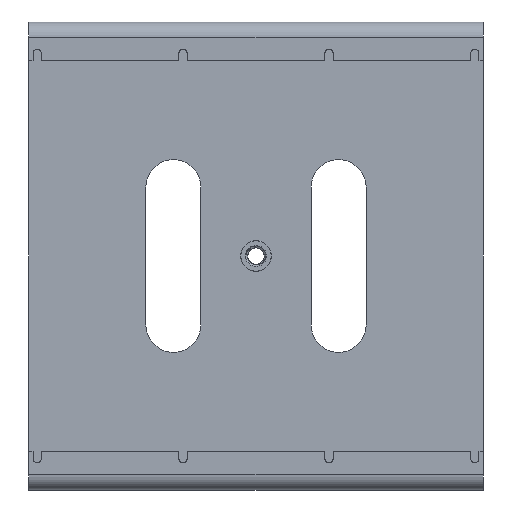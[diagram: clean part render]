
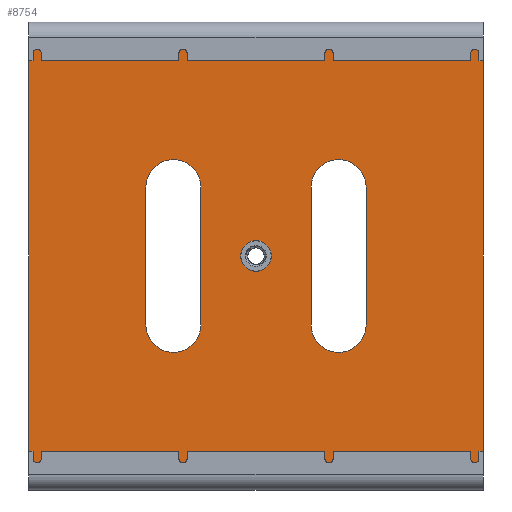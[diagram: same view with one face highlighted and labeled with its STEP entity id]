
A CAD part, front view. The second image highlights one B-rep face of the part: STEP entity #8754.
In plain terms, the highlighted planar face has unit normal (0, -1, 0).
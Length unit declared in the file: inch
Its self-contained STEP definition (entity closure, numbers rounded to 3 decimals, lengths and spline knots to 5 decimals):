
#24 = CIRCLE ( 'NONE', #3994, 0.5 ) ;
#62 = DIRECTION ( 'NONE',  ( 0., 0., 1. ) ) ;
#140 = DIRECTION ( 'NONE',  ( 0., 0., -1. ) ) ;
#142 = VERTEX_POINT ( 'NONE', #9194 ) ;
#180 = CIRCLE ( 'NONE', #6851, 0.25 ) ;
#220 = VERTEX_POINT ( 'NONE', #7811 ) ;
#233 = AXIS2_PLACEMENT_3D ( 'NONE', #1448, #5262, #6812 ) ;
#254 = AXIS2_PLACEMENT_3D ( 'NONE', #6272, #3325, #4054 ) ;
#465 = LINE ( 'NONE', #3337, #7769 ) ;
#501 = DIRECTION ( 'NONE',  ( 0., 1., 0. ) ) ;
#502 = VECTOR ( 'NONE', #140, 39.37008 ) ;
#745 = VERTEX_POINT ( 'NONE', #4857 ) ;
#857 = AXIS2_PLACEMENT_3D ( 'NONE', #7688, #9946, #62 ) ;
#938 = PLANE ( 'NONE',  #254 ) ;
#1022 = ORIENTED_EDGE ( 'NONE', *, *, #4128, .T. ) ;
#1152 = AXIS2_PLACEMENT_3D ( 'NONE', #6584, #501, #9941 ) ;
#1279 = CIRCLE ( 'NONE', #233, 0.5 ) ;
#1348 = CARTESIAN_POINT ( 'NONE',  ( -2., -0.125, -1.25 ) ) ;
#1350 = CIRCLE ( 'NONE', #1152, 0.5 ) ;
#1372 = VERTEX_POINT ( 'NONE', #4707 ) ;
#1393 = DIRECTION ( 'NONE',  ( 0., 1., 0. ) ) ;
#1419 = ORIENTED_EDGE ( 'NONE', *, *, #4425, .T. ) ;
#1448 = CARTESIAN_POINT ( 'NONE',  ( 1.5, -0.125, -1.25 ) ) ;
#1592 = VECTOR ( 'NONE', #5483, 39.37008 ) ;
#1605 = LINE ( 'NONE', #7380, #6024 ) ;
#1709 = VERTEX_POINT ( 'NONE', #7979 ) ;
#1827 = EDGE_CURVE ( 'NONE', #7467, #8308, #5952, .T. ) ;
#1835 = LINE ( 'NONE', #9292, #1592 ) ;
#1985 = VERTEX_POINT ( 'NONE', #2517 ) ;
#2054 = ORIENTED_EDGE ( 'NONE', *, *, #3768, .T. ) ;
#2074 = CIRCLE ( 'NONE', #6369, 0.5 ) ;
#2183 = AXIS2_PLACEMENT_3D ( 'NONE', #9243, #6083, #5368 ) ;
#2348 = ORIENTED_EDGE ( 'NONE', *, *, #9567, .T. ) ;
#2494 = ORIENTED_EDGE ( 'NONE', *, *, #1827, .T. ) ;
#2517 = CARTESIAN_POINT ( 'NONE',  ( 2., -0.125, 1.25 ) ) ;
#2541 = CARTESIAN_POINT ( 'NONE',  ( 4.125, -0.125, 3.965 ) ) ;
#2570 = VERTEX_POINT ( 'NONE', #7894 ) ;
#2577 = EDGE_CURVE ( 'NONE', #6338, #8730, #465, .T. ) ;
#2588 = EDGE_LOOP ( 'NONE', ( #2494, #9434 ) ) ;
#2655 = CARTESIAN_POINT ( 'NONE',  ( -1., -0.125, 1.25 ) ) ;
#2804 = EDGE_CURVE ( 'NONE', #4918, #142, #7993, .T. ) ;
#2876 = DIRECTION ( 'NONE',  ( 0., 1., 0. ) ) ;
#3114 = CARTESIAN_POINT ( 'NONE',  ( 1.5, -0.125, 1.25 ) ) ;
#3167 = DIRECTION ( 'NONE',  ( 0., 1., 0. ) ) ;
#3187 = CARTESIAN_POINT ( 'NONE',  ( 1., -0.125, 4.25 ) ) ;
#3325 = DIRECTION ( 'NONE',  ( 0., 1., 0. ) ) ;
#3337 = CARTESIAN_POINT ( 'NONE',  ( -4.125, -0.125, 3.965 ) ) ;
#3558 = DIRECTION ( 'NONE',  ( 0., 0., -1. ) ) ;
#3621 = EDGE_CURVE ( 'NONE', #1709, #9716, #7145, .T. ) ;
#3635 = ORIENTED_EDGE ( 'NONE', *, *, #2804, .F. ) ;
#3718 = LINE ( 'NONE', #3187, #8880 ) ;
#3731 = FACE_OUTER_BOUND ( 'NONE', #5697, .T. ) ;
#3768 = EDGE_CURVE ( 'NONE', #4064, #220, #5902, .T. ) ;
#3965 = CARTESIAN_POINT ( 'NONE',  ( -1.5, -0.125, 1.25 ) ) ;
#3994 = AXIS2_PLACEMENT_3D ( 'NONE', #3114, #6806, #6837 ) ;
#4054 = DIRECTION ( 'NONE',  ( 0., 0., 1. ) ) ;
#4064 = VERTEX_POINT ( 'NONE', #1348 ) ;
#4128 = EDGE_CURVE ( 'NONE', #5371, #2570, #1279, .T. ) ;
#4183 = CARTESIAN_POINT ( 'NONE',  ( 2., -0.125, -1.25 ) ) ;
#4281 = CARTESIAN_POINT ( 'NONE',  ( 4.125, -0.125, -3.965 ) ) ;
#4425 = EDGE_CURVE ( 'NONE', #1985, #5371, #1605, .T. ) ;
#4658 = DIRECTION ( 'NONE',  ( 0., 0., 1. ) ) ;
#4667 = VERTEX_POINT ( 'NONE', #4676 ) ;
#4676 = CARTESIAN_POINT ( 'NONE',  ( -1., -0.125, -1.25 ) ) ;
#4707 = CARTESIAN_POINT ( 'NONE',  ( 1.5, -0.125, 1.75 ) ) ;
#4731 = CARTESIAN_POINT ( 'NONE',  ( 0., -0.125, 0.25 ) ) ;
#4742 = ORIENTED_EDGE ( 'NONE', *, *, #5537, .T. ) ;
#4857 = CARTESIAN_POINT ( 'NONE',  ( 1., -0.125, 1.25 ) ) ;
#4918 = VERTEX_POINT ( 'NONE', #4281 ) ;
#5088 = CARTESIAN_POINT ( 'NONE',  ( 0., -0.125, 0. ) ) ;
#5089 = CARTESIAN_POINT ( 'NONE',  ( 4.125, -0.125, -3.965 ) ) ;
#5262 = DIRECTION ( 'NONE',  ( 0., 1., 0. ) ) ;
#5368 = DIRECTION ( 'NONE',  ( 0., 0., 1. ) ) ;
#5371 = VERTEX_POINT ( 'NONE', #4183 ) ;
#5483 = DIRECTION ( 'NONE',  ( 0., 0., -1. ) ) ;
#5507 = ORIENTED_EDGE ( 'NONE', *, *, #2577, .F. ) ;
#5529 = EDGE_CURVE ( 'NONE', #6338, #142, #1835, .T. ) ;
#5537 = EDGE_CURVE ( 'NONE', #220, #1709, #2074, .T. ) ;
#5617 = EDGE_CURVE ( 'NONE', #9716, #4667, #7453, .T. ) ;
#5676 = ORIENTED_EDGE ( 'NONE', *, *, #5529, .T. ) ;
#5697 = EDGE_LOOP ( 'NONE', ( #3635, #9116, #5507, #5676 ) ) ;
#5757 = FACE_BOUND ( 'NONE', #8500, .T. ) ;
#5765 = VECTOR ( 'NONE', #7094, 39.37008 ) ;
#5902 = LINE ( 'NONE', #9297, #7965 ) ;
#5952 = CIRCLE ( 'NONE', #2183, 0.25 ) ;
#6024 = VECTOR ( 'NONE', #3558, 39.37008 ) ;
#6083 = DIRECTION ( 'NONE',  ( 0., 1., 0. ) ) ;
#6129 = FACE_BOUND ( 'NONE', #8334, .T. ) ;
#6255 = CARTESIAN_POINT ( 'NONE',  ( 4.125, -0.125, 4.25 ) ) ;
#6272 = CARTESIAN_POINT ( 'NONE',  ( -4.125, -0.125, 4.25 ) ) ;
#6306 = CARTESIAN_POINT ( 'NONE',  ( -1., -0.125, 4.25 ) ) ;
#6338 = VERTEX_POINT ( 'NONE', #7694 ) ;
#6350 = LINE ( 'NONE', #6255, #502 ) ;
#6353 = CARTESIAN_POINT ( 'NONE',  ( 0., -0.125, -0.25 ) ) ;
#6369 = AXIS2_PLACEMENT_3D ( 'NONE', #3965, #3167, #8629 ) ;
#6507 = ORIENTED_EDGE ( 'NONE', *, *, #5617, .T. ) ;
#6584 = CARTESIAN_POINT ( 'NONE',  ( -1.5, -0.125, -1.25 ) ) ;
#6744 = DIRECTION ( 'NONE',  ( 0., 0., 1. ) ) ;
#6806 = DIRECTION ( 'NONE',  ( 0., 1., 0. ) ) ;
#6812 = DIRECTION ( 'NONE',  ( 0., 0., 1. ) ) ;
#6837 = DIRECTION ( 'NONE',  ( 0., 0., 1. ) ) ;
#6851 = AXIS2_PLACEMENT_3D ( 'NONE', #5088, #2876, #8225 ) ;
#6916 = ORIENTED_EDGE ( 'NONE', *, *, #9416, .T. ) ;
#7094 = DIRECTION ( 'NONE',  ( 0., 0., -1. ) ) ;
#7145 = CIRCLE ( 'NONE', #857, 0.5 ) ;
#7278 = VECTOR ( 'NONE', #9031, 39.37008 ) ;
#7376 = ORIENTED_EDGE ( 'NONE', *, *, #7857, .T. ) ;
#7380 = CARTESIAN_POINT ( 'NONE',  ( 2., -0.125, 4.25 ) ) ;
#7453 = LINE ( 'NONE', #6306, #5765 ) ;
#7467 = VERTEX_POINT ( 'NONE', #4731 ) ;
#7545 = AXIS2_PLACEMENT_3D ( 'NONE', #8188, #1393, #6744 ) ;
#7688 = CARTESIAN_POINT ( 'NONE',  ( -1.5, -0.125, 1.25 ) ) ;
#7694 = CARTESIAN_POINT ( 'NONE',  ( -4.125, -0.125, 3.965 ) ) ;
#7710 = ORIENTED_EDGE ( 'NONE', *, *, #8831, .T. ) ;
#7769 = VECTOR ( 'NONE', #8746, 39.37008 ) ;
#7811 = CARTESIAN_POINT ( 'NONE',  ( -2., -0.125, 1.25 ) ) ;
#7820 = DIRECTION ( 'NONE',  ( 0., 0., 1. ) ) ;
#7853 = EDGE_CURVE ( 'NONE', #8308, #7467, #180, .T. ) ;
#7857 = EDGE_CURVE ( 'NONE', #1372, #1985, #8310, .T. ) ;
#7894 = CARTESIAN_POINT ( 'NONE',  ( 1., -0.125, -1.25 ) ) ;
#7965 = VECTOR ( 'NONE', #7820, 39.37008 ) ;
#7979 = CARTESIAN_POINT ( 'NONE',  ( -1.5, -0.125, 1.75 ) ) ;
#7993 = LINE ( 'NONE', #5089, #7278 ) ;
#8188 = CARTESIAN_POINT ( 'NONE',  ( 1.5, -0.125, 1.25 ) ) ;
#8225 = DIRECTION ( 'NONE',  ( 0., 0., 1. ) ) ;
#8308 = VERTEX_POINT ( 'NONE', #6353 ) ;
#8310 = CIRCLE ( 'NONE', #7545, 0.5 ) ;
#8334 = EDGE_LOOP ( 'NONE', ( #2348, #6916, #7376, #1419, #1022 ) ) ;
#8427 = FACE_BOUND ( 'NONE', #2588, .T. ) ;
#8500 = EDGE_LOOP ( 'NONE', ( #2054, #4742, #8669, #6507, #7710 ) ) ;
#8629 = DIRECTION ( 'NONE',  ( 0., 0., 1. ) ) ;
#8669 = ORIENTED_EDGE ( 'NONE', *, *, #3621, .T. ) ;
#8730 = VERTEX_POINT ( 'NONE', #2541 ) ;
#8746 = DIRECTION ( 'NONE',  ( 1., 0., 0. ) ) ;
#8754 = ADVANCED_FACE ( 'NONE', ( #6129, #5757, #8427, #3731 ), #938, .F. ) ;
#8831 = EDGE_CURVE ( 'NONE', #4667, #4064, #1350, .T. ) ;
#8880 = VECTOR ( 'NONE', #4658, 39.37008 ) ;
#9031 = DIRECTION ( 'NONE',  ( -1., 0., 0. ) ) ;
#9116 = ORIENTED_EDGE ( 'NONE', *, *, #9583, .F. ) ;
#9194 = CARTESIAN_POINT ( 'NONE',  ( -4.125, -0.125, -3.965 ) ) ;
#9243 = CARTESIAN_POINT ( 'NONE',  ( 0., -0.125, 0. ) ) ;
#9292 = CARTESIAN_POINT ( 'NONE',  ( -4.125, -0.125, 4.25 ) ) ;
#9297 = CARTESIAN_POINT ( 'NONE',  ( -2., -0.125, 4.25 ) ) ;
#9416 = EDGE_CURVE ( 'NONE', #745, #1372, #24, .T. ) ;
#9434 = ORIENTED_EDGE ( 'NONE', *, *, #7853, .T. ) ;
#9567 = EDGE_CURVE ( 'NONE', #2570, #745, #3718, .T. ) ;
#9583 = EDGE_CURVE ( 'NONE', #8730, #4918, #6350, .T. ) ;
#9716 = VERTEX_POINT ( 'NONE', #2655 ) ;
#9941 = DIRECTION ( 'NONE',  ( 0., 0., 1. ) ) ;
#9946 = DIRECTION ( 'NONE',  ( 0., 1., 0. ) ) ;
